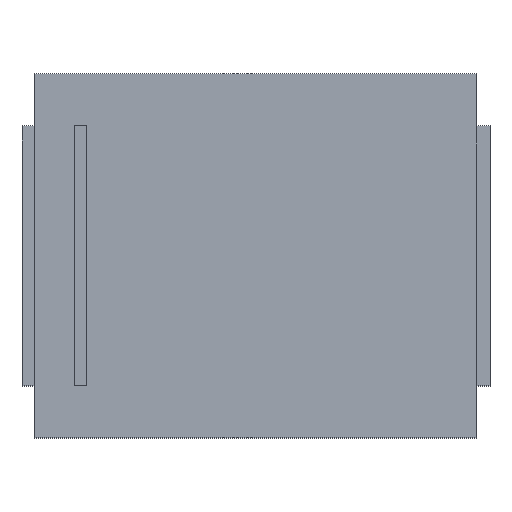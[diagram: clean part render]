
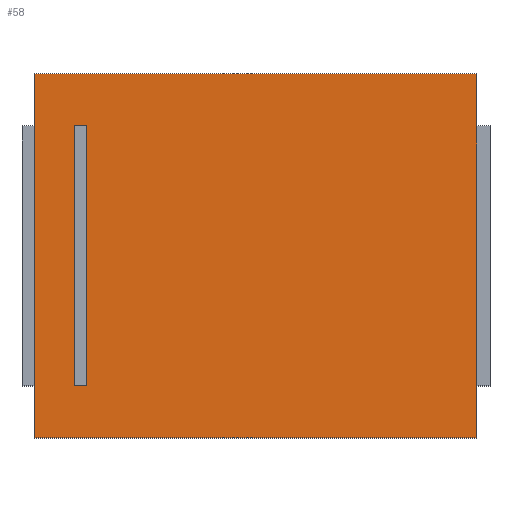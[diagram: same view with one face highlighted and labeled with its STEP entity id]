
A CAD part, top view. The second image highlights one B-rep face of the part: STEP entity #58.
In plain terms, the highlighted planar face has unit normal (0, 0, 1).
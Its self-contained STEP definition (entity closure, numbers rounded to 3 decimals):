
#58=ADVANCED_FACE('',(#265,#267),#269,.T.);
#265=FACE_BOUND('',#266,.T.);
#266=EDGE_LOOP('',(#428,#429,#430,#431));
#267=FACE_BOUND('',#268,.T.);
#268=EDGE_LOOP('',(#432,#433,#434,#435));
#269=PLANE('',#270);
#270=AXIS2_PLACEMENT_3D('',#271,#272,#273);
#271=CARTESIAN_POINT('',(0.,0.,0.));
#272=DIRECTION('',(0.,0.,1.));
#273=DIRECTION('',(1.,0.,0.));
#428=ORIENTED_EDGE('',*,*,#548,.T.);
#429=ORIENTED_EDGE('',*,*,#549,.T.);
#430=ORIENTED_EDGE('',*,*,#550,.T.);
#431=ORIENTED_EDGE('',*,*,#551,.T.);
#432=ORIENTED_EDGE('',*,*,#552,.T.);
#433=ORIENTED_EDGE('',*,*,#553,.T.);
#434=ORIENTED_EDGE('',*,*,#554,.T.);
#435=ORIENTED_EDGE('',*,*,#555,.T.);
#548=EDGE_CURVE('',#608,#609,#610,.F.);
#549=EDGE_CURVE('',#609,#611,#612,.T.);
#550=EDGE_CURVE('',#611,#613,#614,.F.);
#551=EDGE_CURVE('',#613,#608,#615,.T.);
#552=EDGE_CURVE('',#616,#617,#618,.F.);
#553=EDGE_CURVE('',#617,#619,#620,.F.);
#554=EDGE_CURVE('',#619,#621,#622,.F.);
#555=EDGE_CURVE('',#621,#616,#623,.F.);
#608=VERTEX_POINT('',#708);
#609=VERTEX_POINT('',#709);
#610=LINE('',#710,#711);
#611=VERTEX_POINT('',#713);
#612=LINE('',#714,#715);
#613=VERTEX_POINT('',#717);
#614=LINE('',#718,#719);
#615=LINE('',#721,#722);
#616=VERTEX_POINT('',#724);
#617=VERTEX_POINT('',#725);
#618=LINE('',#726,#727);
#619=VERTEX_POINT('',#729);
#620=LINE('',#730,#731);
#621=VERTEX_POINT('',#733);
#622=LINE('',#734,#735);
#623=LINE('',#737,#738);
#708=CARTESIAN_POINT('',(3.5,0.,0.));
#709=CARTESIAN_POINT('',(3.5,2.8,0.));
#710=CARTESIAN_POINT('',(3.5,2.8,0.));
#711=VECTOR('',#712,1.);
#712=DIRECTION('',(0.,-1.,0.));
#713=CARTESIAN_POINT('',(0.1,2.8,0.));
#714=CARTESIAN_POINT('',(3.5,2.8,0.));
#715=VECTOR('',#716,1.);
#716=DIRECTION('',(-1.,0.,0.));
#717=CARTESIAN_POINT('',(0.1,0.,0.));
#718=CARTESIAN_POINT('',(0.1,0.,0.));
#719=VECTOR('',#720,1.);
#720=DIRECTION('',(0.,1.,0.));
#721=CARTESIAN_POINT('',(0.1,0.,0.));
#722=VECTOR('',#723,1.);
#723=DIRECTION('',(1.,0.,0.));
#724=CARTESIAN_POINT('',(0.4,2.4,0.));
#725=CARTESIAN_POINT('',(0.5,2.4,0.));
#726=CARTESIAN_POINT('',(0.5,2.4,0.));
#727=VECTOR('',#728,1.);
#728=DIRECTION('',(-1.,0.,0.));
#729=CARTESIAN_POINT('',(0.5,0.4,0.));
#730=CARTESIAN_POINT('',(0.5,0.4,0.));
#731=VECTOR('',#732,1.);
#732=DIRECTION('',(0.,1.,0.));
#733=CARTESIAN_POINT('',(0.4,0.4,0.));
#734=CARTESIAN_POINT('',(0.4,0.4,0.));
#735=VECTOR('',#736,1.);
#736=DIRECTION('',(1.,0.,0.));
#737=CARTESIAN_POINT('',(0.4,2.4,0.));
#738=VECTOR('',#739,1.);
#739=DIRECTION('',(0.,-1.,0.));
